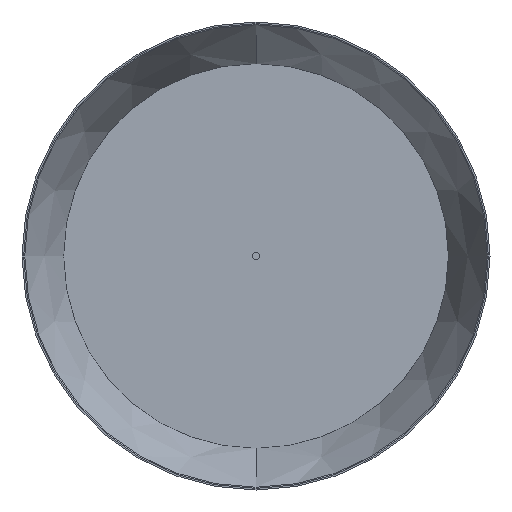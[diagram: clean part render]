
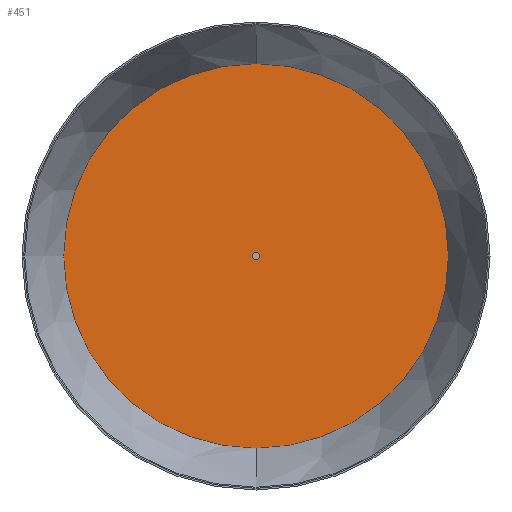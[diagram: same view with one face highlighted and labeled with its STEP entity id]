
A CAD part, front view. The second image highlights one B-rep face of the part: STEP entity #451.
In plain terms, the highlighted planar face has unit normal (0, -1, 0).
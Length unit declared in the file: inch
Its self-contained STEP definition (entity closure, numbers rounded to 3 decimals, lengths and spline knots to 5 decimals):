
#19 = EDGE_CURVE ( 'NONE', #301, #272, #375, .T. ) ;
#33 = EDGE_CURVE ( 'NONE', #294, #280, #323, .T. ) ;
#34 = EDGE_CURVE ( 'NONE', #280, #294, #318, .T. ) ;
#36 = EDGE_CURVE ( 'NONE', #272, #301, #315, .T. ) ;
#43 = AXIS2_PLACEMENT_3D ( 'NONE', #240, #241, #242 ) ;
#45 = AXIS2_PLACEMENT_3D ( 'NONE', #237, #238, #239 ) ;
#48 = AXIS2_PLACEMENT_3D ( 'NONE', #206, #207, #208 ) ;
#62 = AXIS2_PLACEMENT_3D ( 'NONE', #198, #197, #133 ) ;
#81 = AXIS2_PLACEMENT_3D ( 'NONE', #136, #137, #138 ) ;
#133 = DIRECTION ( 'NONE',  ( 0., 0., 1. ) ) ;
#135 = PLANE ( 'NONE',  #62 ) ;
#136 = CARTESIAN_POINT ( 'NONE',  ( 0., 4.01664, 0. ) ) ;
#137 = DIRECTION ( 'NONE',  ( 0., -1., 0. ) ) ;
#138 = DIRECTION ( 'NONE',  ( 0., 0., -1. ) ) ;
#144 = CARTESIAN_POINT ( 'NONE',  ( 0., 4.01664, 0.1875 ) ) ;
#166 = CARTESIAN_POINT ( 'NONE',  ( 0., 4.01664, -9.22548 ) ) ;
#169 = CARTESIAN_POINT ( 'NONE',  ( 0., 4.01664, 9.22548 ) ) ;
#171 = CARTESIAN_POINT ( 'NONE',  ( 0., 4.01664, -0.1875 ) ) ;
#197 = DIRECTION ( 'NONE',  ( 0., 1., 0. ) ) ;
#198 = CARTESIAN_POINT ( 'NONE',  ( -0.1875, 4.01664, 0. ) ) ;
#206 = CARTESIAN_POINT ( 'NONE',  ( 0., 4.01664, 0. ) ) ;
#207 = DIRECTION ( 'NONE',  ( 0., -1., 0. ) ) ;
#208 = DIRECTION ( 'NONE',  ( 0., 0., -1. ) ) ;
#237 = CARTESIAN_POINT ( 'NONE',  ( 0., 4.01664, 0. ) ) ;
#238 = DIRECTION ( 'NONE',  ( 0., -1., 0. ) ) ;
#239 = DIRECTION ( 'NONE',  ( 0., 0., -1. ) ) ;
#240 = CARTESIAN_POINT ( 'NONE',  ( 0., 4.01664, 0. ) ) ;
#241 = DIRECTION ( 'NONE',  ( 0., -1., 0. ) ) ;
#242 = DIRECTION ( 'NONE',  ( 0., 0., -1. ) ) ;
#272 = VERTEX_POINT ( 'NONE', #144 ) ;
#279 = EDGE_LOOP ( 'NONE', ( #368, #385 ) ) ;
#280 = VERTEX_POINT ( 'NONE', #166 ) ;
#287 = EDGE_LOOP ( 'NONE', ( #366, #328 ) ) ;
#294 = VERTEX_POINT ( 'NONE', #169 ) ;
#301 = VERTEX_POINT ( 'NONE', #171 ) ;
#315 = CIRCLE ( 'NONE', #81, 0.1875 ) ;
#318 = CIRCLE ( 'NONE', #43, 9.22548 ) ;
#323 = CIRCLE ( 'NONE', #45, 9.22548 ) ;
#328 = ORIENTED_EDGE ( 'NONE', *, *, #36, .F. ) ;
#337 = FACE_OUTER_BOUND ( 'NONE', #279, .T. ) ;
#366 = ORIENTED_EDGE ( 'NONE', *, *, #19, .F. ) ;
#368 = ORIENTED_EDGE ( 'NONE', *, *, #34, .T. ) ;
#375 = CIRCLE ( 'NONE', #48, 0.1875 ) ;
#385 = ORIENTED_EDGE ( 'NONE', *, *, #33, .T. ) ;
#437 = FACE_BOUND ( 'NONE', #287, .T. ) ;
#451 = ADVANCED_FACE ( 'NONE', ( #437, #337 ), #135, .F. ) ;
